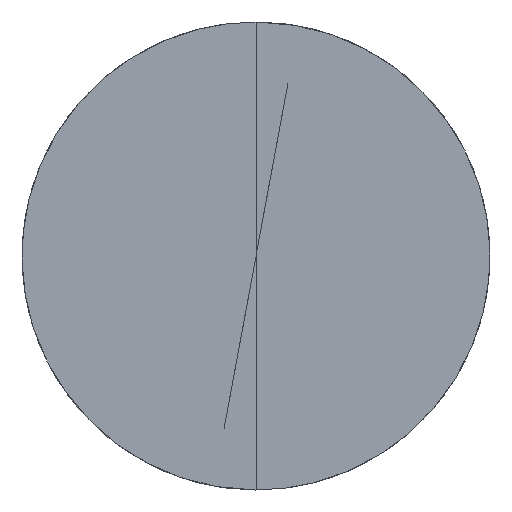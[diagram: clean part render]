
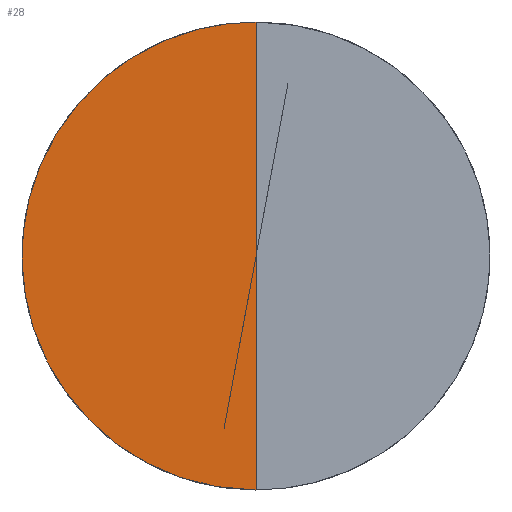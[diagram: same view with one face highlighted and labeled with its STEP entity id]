
A CAD part, left-side view. The second image highlights one B-rep face of the part: STEP entity #28.
In plain terms, the highlighted free-form (B-spline) face has degree [1, 2] with [2, 5] control points.
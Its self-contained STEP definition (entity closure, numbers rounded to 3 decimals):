
#28=ADVANCED_FACE('',(#46),#217,.T.);
#46=FACE_OUTER_BOUND('',#64,.T.);
#64=EDGE_LOOP('',(#99,#100,#101));
#99=ORIENTED_EDGE('',*,*,#146,.T.);
#100=ORIENTED_EDGE('',*,*,#151,.F.);
#101=ORIENTED_EDGE('',*,*,#153,.F.);
#146=EDGE_CURVE('',#203,#201,#169,.T.);
#151=EDGE_CURVE('',#205,#201,#187,.T.);
#153=EDGE_CURVE('',#203,#205,#171,.T.);
#169=B_SPLINE_CURVE_WITH_KNOTS('',1,(#399,#400),.UNSPECIFIED.,.F.,.F.,(2,
2),(0.,10.),.UNSPECIFIED.);
#171=B_SPLINE_CURVE_WITH_KNOTS('',1,(#425,#426),.UNSPECIFIED.,.F.,.F.,(2,
2),(0.,10.),.UNSPECIFIED.);
#187=(
BOUNDED_CURVE()
B_SPLINE_CURVE(2,(#415,#416,#417,#418,#419),.UNSPECIFIED.,.F.,.F.)
B_SPLINE_CURVE_WITH_KNOTS((3,2,3),(-31.416,-15.708,0.),
 .UNSPECIFIED.)
CURVE()
GEOMETRIC_REPRESENTATION_ITEM()
RATIONAL_B_SPLINE_CURVE((1.,0.707,1.,0.707,1.))
REPRESENTATION_ITEM('')
);
#201=VERTEX_POINT('',#391);
#203=VERTEX_POINT('',#393);
#205=VERTEX_POINT('',#395);
#217=(
BOUNDED_SURFACE()
B_SPLINE_SURFACE(1,2,((#350,#351,#352,#353,#354),(#355,#356,#357,#358,#359)),
 .UNSPECIFIED.,.F.,.F.,.F.)
B_SPLINE_SURFACE_WITH_KNOTS((2,2),(3,2,3),(0.,10.),(0.,15.708,
31.416),.UNSPECIFIED.)
GEOMETRIC_REPRESENTATION_ITEM()
RATIONAL_B_SPLINE_SURFACE(((1.,0.707,1.,0.707,1.),
(1.,0.707,1.,0.707,1.)))
REPRESENTATION_ITEM('')
SURFACE()
);
#350=CARTESIAN_POINT('',(-50.,0.,0.));
#351=CARTESIAN_POINT('',(-50.,0.,0.));
#352=CARTESIAN_POINT('',(-50.,0.,0.));
#353=CARTESIAN_POINT('',(-50.,0.,0.));
#354=CARTESIAN_POINT('',(-50.,0.,0.));
#355=CARTESIAN_POINT('',(-50.,0.,10.));
#356=CARTESIAN_POINT('',(-50.,10.,10.));
#357=CARTESIAN_POINT('',(-50.,10.,0.));
#358=CARTESIAN_POINT('',(-50.,10.,-10.));
#359=CARTESIAN_POINT('',(-50.,0.,-10.));
#391=CARTESIAN_POINT('',(-50.,0.,10.));
#393=CARTESIAN_POINT('',(-50.,0.,0.));
#395=CARTESIAN_POINT('',(-50.,0.,-10.));
#399=CARTESIAN_POINT('',(-50.,0.,0.));
#400=CARTESIAN_POINT('',(-50.,0.,10.));
#415=CARTESIAN_POINT('',(-50.,0.,-10.));
#416=CARTESIAN_POINT('',(-50.,10.,-10.));
#417=CARTESIAN_POINT('',(-50.,10.,0.));
#418=CARTESIAN_POINT('',(-50.,10.,10.));
#419=CARTESIAN_POINT('',(-50.,0.,10.));
#425=CARTESIAN_POINT('',(-50.,0.,0.));
#426=CARTESIAN_POINT('',(-50.,0.,-10.));
